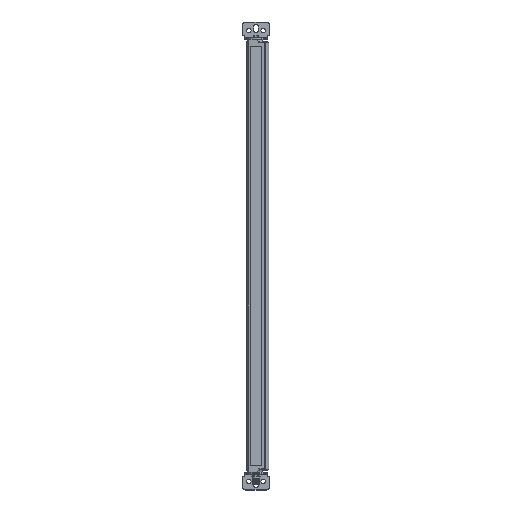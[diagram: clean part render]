
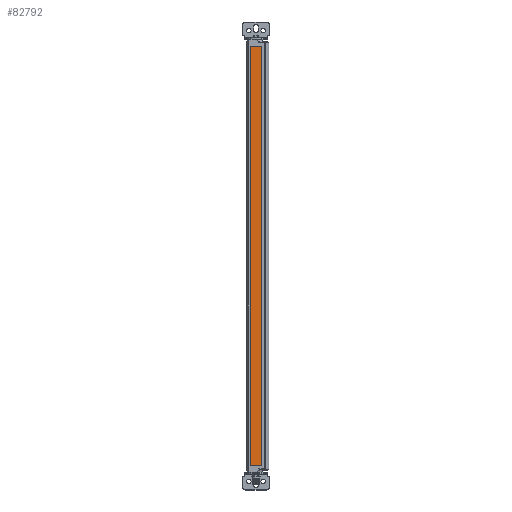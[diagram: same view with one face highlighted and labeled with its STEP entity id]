
A CAD part, top view. The second image highlights one B-rep face of the part: STEP entity #82792.
In plain terms, the highlighted planar face has unit normal (0, 0, 1).
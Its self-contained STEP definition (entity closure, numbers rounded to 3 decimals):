
#45904=DIRECTION('',(1.,0.,0.));
#45905=VECTOR('',#45904,19.5);
#45906=CARTESIAN_POINT('',(-9.75,322.5,33.908));
#45907=LINE('',#45906,#45905);
#45908=DIRECTION('',(0.,-1.,0.));
#45909=VECTOR('',#45908,645.);
#45910=CARTESIAN_POINT('',(-9.75,322.5,33.908));
#45911=LINE('',#45910,#45909);
#45924=DIRECTION('',(1.,0.,0.));
#45925=VECTOR('',#45924,19.5);
#45926=CARTESIAN_POINT('',(-9.75,-322.5,33.908));
#45927=LINE('',#45926,#45925);
#45928=DIRECTION('',(0.,-1.,0.));
#45929=VECTOR('',#45928,645.);
#45930=CARTESIAN_POINT('',(9.75,322.5,33.908));
#45931=LINE('',#45930,#45929);
#50097=CARTESIAN_POINT('',(-9.75,322.5,33.908));
#50098=CARTESIAN_POINT('',(-9.75,-322.5,33.908));
#50099=VERTEX_POINT('',#50097);
#50100=VERTEX_POINT('',#50098);
#50101=CARTESIAN_POINT('',(9.75,322.5,33.908));
#50102=CARTESIAN_POINT('',(9.75,-322.5,33.908));
#50103=VERTEX_POINT('',#50101);
#50104=VERTEX_POINT('',#50102);
#82778=CARTESIAN_POINT('',(-12.396,-326.7,33.908));
#82779=DIRECTION('',(0.,0.,1.));
#82780=DIRECTION('',(1.,0.,0.));
#82781=AXIS2_PLACEMENT_3D('',#82778,#82779,#82780);
#82782=PLANE('',#82781);
#82784=ORIENTED_EDGE('',*,*,#82783,.F.);
#82785=ORIENTED_EDGE('',*,*,#82753,.T.);
#82787=ORIENTED_EDGE('',*,*,#82786,.T.);
#82789=ORIENTED_EDGE('',*,*,#82788,.F.);
#82790=EDGE_LOOP('',(#82784,#82785,#82787,#82789));
#82791=FACE_OUTER_BOUND('',#82790,.F.);
#82792=ADVANCED_FACE('',(#82791),#82782,.T.);
#82753=EDGE_CURVE('',#50099,#50103,#45907,.T.);
#82783=EDGE_CURVE('',#50099,#50100,#45911,.T.);
#82786=EDGE_CURVE('',#50103,#50104,#45931,.T.);
#82788=EDGE_CURVE('',#50100,#50104,#45927,.T.);
